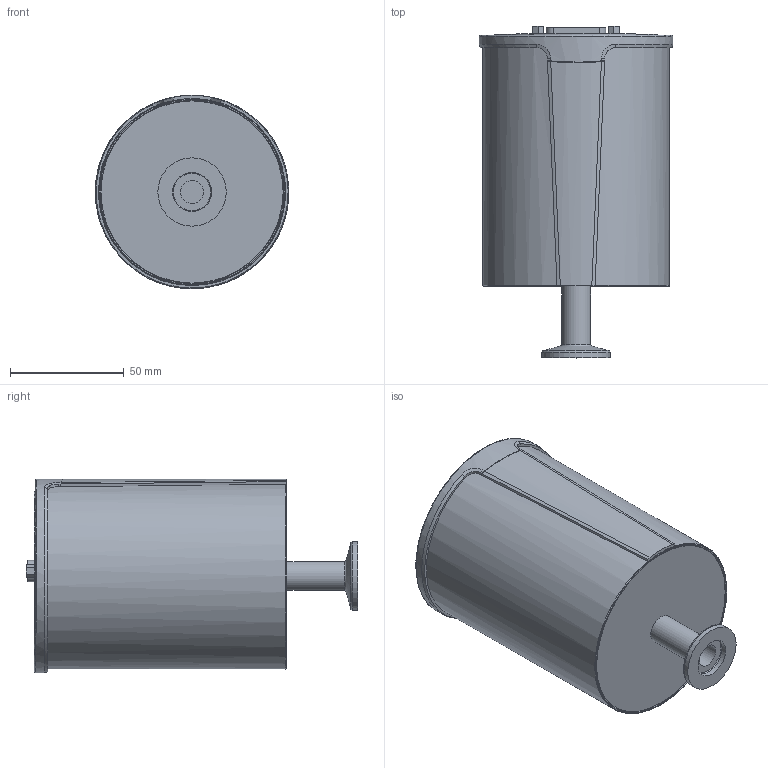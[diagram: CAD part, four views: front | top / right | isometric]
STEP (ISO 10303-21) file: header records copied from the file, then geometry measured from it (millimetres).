
FILE_DESCRIPTION(/* description */ (''),/* implementation_level */ '2;1');
FILE_NAME(/* name */ 'MCDG100Dhs_16KF_ECAT_II.stp',/* time_stamp */ '2018-09-27T15:40:21+02:00',/* author */ ('STUJ'),/* organization */ (''),/* preprocessor_version */ 'ST-DEVELOPER v17',/* originating_system */ 'Autodesk Inventor 2018',/* authorisation */ '');
FILE_SCHEMA (('AUTOMOTIVE_DESIGN { 1 0 10303 214 3 1 1 }'));
Length unit declared in the file: millimetre
Products named in the file (1): Bauteil1
Bounding box: 84.95 x 145.75 x 85 mm (x, y, z)
Volume: 590962 mm3; surface area: 50441.2 mm2
Topology: 1 solids, 1 shells, 1008 faces, 2845 edges, 1845 vertices
Faces by surface type: plane 560, cylinder 349, bspline 41, sphere 32, torus 20, cone 6
Full cylindrical faces by diameter (mm): 1 x15, 1.5 x2, 2.156 x2, 3 x3, 3.2 x4, 3.5 x2, 6.2 x2, 10.2 x1, 12.7 x1, 17.2 x1, 30 x1, 80 x1, 80.83 x1, 82.2 x1, 85 x1
Entity records: 35295 total; most frequent: CARTESIAN_POINT 7780, ORIENTED_EDGE 5616, DIRECTION 5418, EDGE_CURVE 2808, LINE 1870, VECTOR 1870, VERTEX_POINT 1811, AXIS2_PLACEMENT_3D 1774
